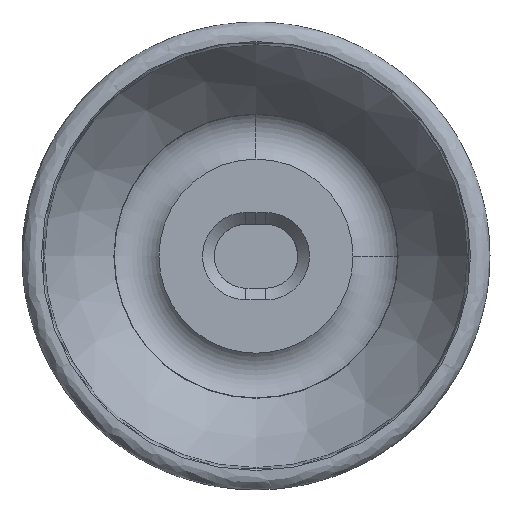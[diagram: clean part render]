
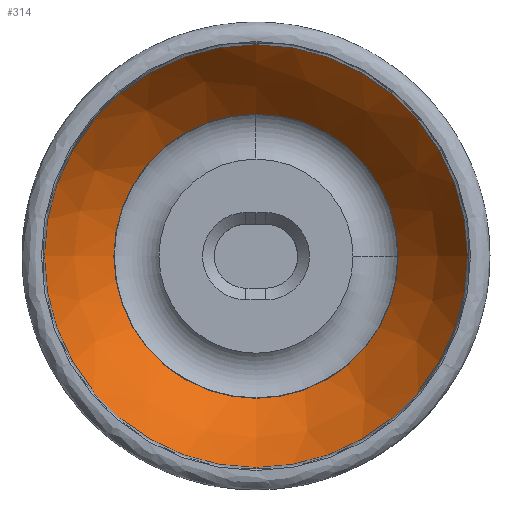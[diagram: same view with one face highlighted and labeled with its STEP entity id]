
A CAD part, top view. The second image highlights one B-rep face of the part: STEP entity #314.
In plain terms, the highlighted free-form (B-spline) face has degree [2, 3] with [3, 7] control points.
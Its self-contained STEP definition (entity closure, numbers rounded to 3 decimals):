
#227=CARTESIAN_POINT('',(-1.378,36.417,2.893));
#228=VERTEX_POINT('',#227);
#263=CARTESIAN_POINT('',(-1.378,29.095,2.893));
#264=DIRECTION('',(0.,0.,1.));
#265=DIRECTION('',(1.,0.,-0.));
#266=AXIS2_PLACEMENT_3D('',#263,#264,#265);
#267=CIRCLE('',#266,7.323);
#268=EDGE_CURVE('',#228,#228,#267,.T.);
#273=CARTESIAN_POINT('',(-1.378,39.995,8.));
#274=CARTESIAN_POINT('',(-23.178,39.995,8.));
#275=CARTESIAN_POINT('',(-23.178,18.195,8.));
#276=CARTESIAN_POINT('',(-1.378,18.195,8.));
#277=CARTESIAN_POINT('',(20.422,18.195,8.));
#278=CARTESIAN_POINT('',(20.422,39.995,8.));
#279=CARTESIAN_POINT('',(-1.378,39.995,8.));
#280=CARTESIAN_POINT('',(-1.378,38.718,5.248));
#281=CARTESIAN_POINT('',(-20.624,38.718,5.248));
#282=CARTESIAN_POINT('',(-20.624,19.471,5.248));
#283=CARTESIAN_POINT('',(-1.378,19.471,5.248));
#284=CARTESIAN_POINT('',(17.869,19.471,5.248));
#285=CARTESIAN_POINT('',(17.869,38.718,5.248));
#286=CARTESIAN_POINT('',(-1.378,38.718,5.248));
#287=CARTESIAN_POINT('',(-1.378,36.417,2.893));
#288=CARTESIAN_POINT('',(-16.023,36.417,2.893));
#289=CARTESIAN_POINT('',(-16.023,21.772,2.893));
#290=CARTESIAN_POINT('',(-1.378,21.772,2.893));
#291=CARTESIAN_POINT('',(13.268,21.772,2.893));
#292=CARTESIAN_POINT('',(13.268,36.417,2.893));
#293=CARTESIAN_POINT('',(-1.378,36.417,2.893));
#294=(BOUNDED_SURFACE()
B_SPLINE_SURFACE(2,3,((#273,#274,#275,#276,#277,#278,#279),(#280,#281,#282,#283,#284,#285,#286),(#287,#288,#289,#290,#291,#292,#293)),.UNSPECIFIED.,.F.,.T.,.U.)
B_SPLINE_SURFACE_WITH_KNOTS((3,3),(4,3,4),(0.,0.606),(0.,0.5,1.),.UNSPECIFIED.)
GEOMETRIC_REPRESENTATION_ITEM()
RATIONAL_B_SPLINE_SURFACE(((1.,0.333,0.333,1.,0.333,0.333,1.),(1.,0.333,0.333,1.,0.333,0.333,1.),(1.,0.333,0.333,1.,0.333,0.333,1.)))
REPRESENTATION_ITEM('')
SURFACE()
);
#295=CARTESIAN_POINT('',(-1.378,39.995,8.));
#296=VERTEX_POINT('',#295);
#297=CARTESIAN_POINT('',(-1.378,39.995,8.));
#298=CARTESIAN_POINT('',(-1.378,38.718,5.248));
#299=CARTESIAN_POINT('',(-1.378,36.417,2.893));
#300=B_SPLINE_CURVE_WITH_KNOTS('',2,(#297,#298,#299),.UNSPECIFIED.,.F.,.F.,(3,3),(0.,0.606),.UNSPECIFIED.);
#301=EDGE_CURVE('',#296,#228,#300,.T.);
#302=ORIENTED_EDGE('',*,*,#301,.T.);
#303=ORIENTED_EDGE('',*,*,#268,.F.);
#304=ORIENTED_EDGE('',*,*,#301,.F.);
#305=CARTESIAN_POINT('',(-1.378,29.095,8.));
#306=DIRECTION('',(0.,0.,1.));
#307=DIRECTION('',(1.,0.,-0.));
#308=AXIS2_PLACEMENT_3D('',#305,#306,#307);
#309=CIRCLE('',#308,10.9);
#310=EDGE_CURVE('',#296,#296,#309,.T.);
#311=ORIENTED_EDGE('',*,*,#310,.T.);
#312=EDGE_LOOP('',(#302,#303,#304,#311));
#313=FACE_BOUND('',#312,.T.);
#314=ADVANCED_FACE('',(#313),#294,.F.);
